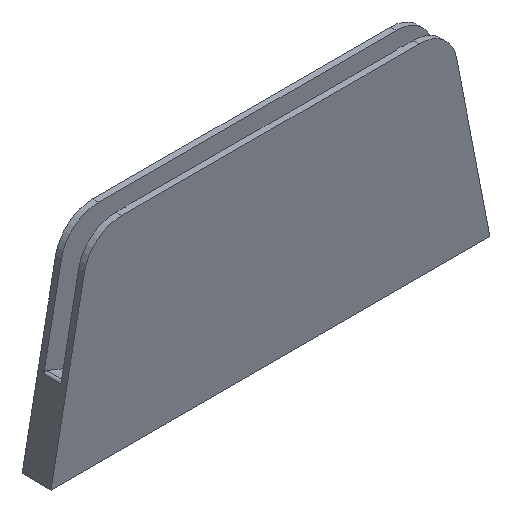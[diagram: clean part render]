
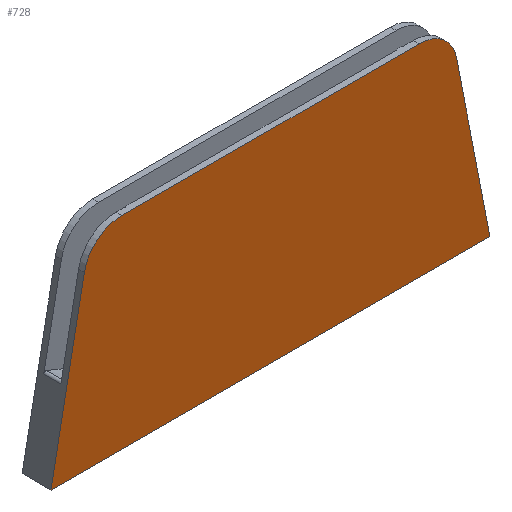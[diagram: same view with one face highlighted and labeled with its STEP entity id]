
A CAD part, isometric view. The second image highlights one B-rep face of the part: STEP entity #728.
In plain terms, the highlighted planar face has unit normal (0, -1, 0).
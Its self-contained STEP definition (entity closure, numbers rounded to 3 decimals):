
#32 = PLANE('',#33);
#33 = AXIS2_PLACEMENT_3D('',#34,#35,#36);
#34 = CARTESIAN_POINT('',(-121.5,8.,-20.));
#35 = DIRECTION('',(-0.982,0.,0.191)
  );
#36 = DIRECTION('',(0.191,0.,0.982));
#192 = VERTEX_POINT('',#193);
#193 = CARTESIAN_POINT('',(-121.5,-8.,-20.));
#207 = PLANE('',#208);
#208 = AXIS2_PLACEMENT_3D('',#209,#210,#211);
#209 = CARTESIAN_POINT('',(0.,0.,-20.));
#210 = DIRECTION('',(0.,0.,-1.));
#211 = DIRECTION('',(0.,-1.,0.));
#219 = EDGE_CURVE('',#192,#220,#222,.T.);
#220 = VERTEX_POINT('',#221);
#221 = CARTESIAN_POINT('',(-103.033,-8.,75.007));
#222 = SURFACE_CURVE('',#223,(#227,#234),.PCURVE_S1.);
#223 = LINE('',#224,#225);
#224 = CARTESIAN_POINT('',(-121.5,-8.,-20.));
#225 = VECTOR('',#226,1.);
#226 = DIRECTION('',(0.191,0.,0.982)
  );
#227 = PCURVE('',#32,#228);
#228 = DEFINITIONAL_REPRESENTATION('',(#229),#233);
#229 = LINE('',#230,#231);
#230 = CARTESIAN_POINT('',(0.,-16.));
#231 = VECTOR('',#232,1.);
#232 = DIRECTION('',(1.,0.));
#233 = ( GEOMETRIC_REPRESENTATION_CONTEXT(2) 
PARAMETRIC_REPRESENTATION_CONTEXT() REPRESENTATION_CONTEXT('2D SPACE',''
  ) );
#234 = PCURVE('',#235,#240);
#235 = PLANE('',#236);
#236 = AXIS2_PLACEMENT_3D('',#237,#238,#239);
#237 = CARTESIAN_POINT('',(0.,-8.,31.189));
#238 = DIRECTION('',(0.,-1.,0.));
#239 = DIRECTION('',(0.,0.,-1.));
#240 = DEFINITIONAL_REPRESENTATION('',(#241),#245);
#241 = LINE('',#242,#243);
#242 = CARTESIAN_POINT('',(51.189,-121.5));
#243 = VECTOR('',#244,1.);
#244 = DIRECTION('',(-0.982,0.191));
#245 = ( GEOMETRIC_REPRESENTATION_CONTEXT(2) 
PARAMETRIC_REPRESENTATION_CONTEXT() REPRESENTATION_CONTEXT('2D SPACE',''
  ) );
#263 = CYLINDRICAL_SURFACE('',#264,21.);
#264 = AXIS2_PLACEMENT_3D('',#265,#266,#267);
#265 = CARTESIAN_POINT('',(-82.418,8.,71.));
#266 = DIRECTION('',(0.,1.,0.));
#267 = DIRECTION('',(1.,0.,0.));
#398 = PLANE('',#399);
#399 = AXIS2_PLACEMENT_3D('',#400,#401,#402);
#400 = CARTESIAN_POINT('',(0.,-6.368,92.));
#401 = DIRECTION('',(0.,0.,1.));
#402 = DIRECTION('',(0.,1.,0.));
#491 = VERTEX_POINT('',#492);
#492 = CARTESIAN_POINT('',(-82.418,-8.,92.));
#513 = EDGE_CURVE('',#491,#220,#514,.T.);
#514 = SURFACE_CURVE('',#515,(#520,#527),.PCURVE_S1.);
#515 = CIRCLE('',#516,21.);
#516 = AXIS2_PLACEMENT_3D('',#517,#518,#519);
#517 = CARTESIAN_POINT('',(-82.418,-8.,71.));
#518 = DIRECTION('',(0.,-1.,0.));
#519 = DIRECTION('',(1.,0.,0.));
#520 = PCURVE('',#263,#521);
#521 = DEFINITIONAL_REPRESENTATION('',(#522),#526);
#522 = LINE('',#523,#524);
#523 = CARTESIAN_POINT('',(-0.,-16.));
#524 = VECTOR('',#525,1.);
#525 = DIRECTION('',(-1.,0.));
#526 = ( GEOMETRIC_REPRESENTATION_CONTEXT(2) 
PARAMETRIC_REPRESENTATION_CONTEXT() REPRESENTATION_CONTEXT('2D SPACE',''
  ) );
#527 = PCURVE('',#235,#528);
#528 = DEFINITIONAL_REPRESENTATION('',(#529),#533);
#529 = CIRCLE('',#530,21.);
#530 = AXIS2_PLACEMENT_2D('',#531,#532);
#531 = CARTESIAN_POINT('',(-39.811,-82.418));
#532 = DIRECTION('',(0.,1.));
#533 = ( GEOMETRIC_REPRESENTATION_CONTEXT(2) 
PARAMETRIC_REPRESENTATION_CONTEXT() REPRESENTATION_CONTEXT('2D SPACE',''
  ) );
#667 = PLANE('',#668);
#668 = AXIS2_PLACEMENT_3D('',#669,#670,#671);
#669 = CARTESIAN_POINT('',(121.5,8.,-20.));
#670 = DIRECTION('',(0.982,0.,0.191)
  );
#671 = DIRECTION('',(0.191,0.,-0.982)
  );
#728 = ADVANCED_FACE('',(#729),#235,.T.);
#729 = FACE_BOUND('',#730,.T.);
#730 = EDGE_LOOP('',(#731,#732,#755,#778,#811,#832));
#731 = ORIENTED_EDGE('',*,*,#219,.F.);
#732 = ORIENTED_EDGE('',*,*,#733,.T.);
#733 = EDGE_CURVE('',#192,#734,#736,.T.);
#734 = VERTEX_POINT('',#735);
#735 = CARTESIAN_POINT('',(121.5,-8.,-20.));
#736 = SURFACE_CURVE('',#737,(#741,#748),.PCURVE_S1.);
#737 = LINE('',#738,#739);
#738 = CARTESIAN_POINT('',(0.,-8.,-20.));
#739 = VECTOR('',#740,1.);
#740 = DIRECTION('',(1.,0.,0.));
#741 = PCURVE('',#235,#742);
#742 = DEFINITIONAL_REPRESENTATION('',(#743),#747);
#743 = LINE('',#744,#745);
#744 = CARTESIAN_POINT('',(51.189,0.));
#745 = VECTOR('',#746,1.);
#746 = DIRECTION('',(0.,1.));
#747 = ( GEOMETRIC_REPRESENTATION_CONTEXT(2) 
PARAMETRIC_REPRESENTATION_CONTEXT() REPRESENTATION_CONTEXT('2D SPACE',''
  ) );
#748 = PCURVE('',#207,#749);
#749 = DEFINITIONAL_REPRESENTATION('',(#750),#754);
#750 = LINE('',#751,#752);
#751 = CARTESIAN_POINT('',(8.,0.));
#752 = VECTOR('',#753,1.);
#753 = DIRECTION('',(0.,-1.));
#754 = ( GEOMETRIC_REPRESENTATION_CONTEXT(2) 
PARAMETRIC_REPRESENTATION_CONTEXT() REPRESENTATION_CONTEXT('2D SPACE',''
  ) );
#755 = ORIENTED_EDGE('',*,*,#756,.T.);
#756 = EDGE_CURVE('',#734,#757,#759,.T.);
#757 = VERTEX_POINT('',#758);
#758 = CARTESIAN_POINT('',(103.033,-8.,75.007));
#759 = SURFACE_CURVE('',#760,(#764,#771),.PCURVE_S1.);
#760 = LINE('',#761,#762);
#761 = CARTESIAN_POINT('',(121.5,-8.,-20.));
#762 = VECTOR('',#763,1.);
#763 = DIRECTION('',(-0.191,0.,0.982)
  );
#764 = PCURVE('',#235,#765);
#765 = DEFINITIONAL_REPRESENTATION('',(#766),#770);
#766 = LINE('',#767,#768);
#767 = CARTESIAN_POINT('',(51.189,121.5));
#768 = VECTOR('',#769,1.);
#769 = DIRECTION('',(-0.982,-0.191));
#770 = ( GEOMETRIC_REPRESENTATION_CONTEXT(2) 
PARAMETRIC_REPRESENTATION_CONTEXT() REPRESENTATION_CONTEXT('2D SPACE',''
  ) );
#771 = PCURVE('',#667,#772);
#772 = DEFINITIONAL_REPRESENTATION('',(#773),#777);
#773 = LINE('',#774,#775);
#774 = CARTESIAN_POINT('',(0.,-16.));
#775 = VECTOR('',#776,1.);
#776 = DIRECTION('',(-1.,0.));
#777 = ( GEOMETRIC_REPRESENTATION_CONTEXT(2) 
PARAMETRIC_REPRESENTATION_CONTEXT() REPRESENTATION_CONTEXT('2D SPACE',''
  ) );
#778 = ORIENTED_EDGE('',*,*,#779,.F.);
#779 = EDGE_CURVE('',#780,#757,#782,.T.);
#780 = VERTEX_POINT('',#781);
#781 = CARTESIAN_POINT('',(82.418,-8.,92.));
#782 = SURFACE_CURVE('',#783,(#788,#799),.PCURVE_S1.);
#783 = CIRCLE('',#784,21.);
#784 = AXIS2_PLACEMENT_3D('',#785,#786,#787);
#785 = CARTESIAN_POINT('',(82.418,-8.,71.));
#786 = DIRECTION('',(0.,1.,0.));
#787 = DIRECTION('',(-1.,0.,0.));
#788 = PCURVE('',#235,#789);
#789 = DEFINITIONAL_REPRESENTATION('',(#790),#798);
#790 = ( BOUNDED_CURVE() B_SPLINE_CURVE(2,(#791,#792,#793,#794,#795,#796
,#797),.UNSPECIFIED.,.T.,.F.) B_SPLINE_CURVE_WITH_KNOTS((1,2,2,2,2,1),(
    -2.094,0.,2.094,4.189,6.283,
8.378),.UNSPECIFIED.) CURVE() GEOMETRIC_REPRESENTATION_ITEM() 
RATIONAL_B_SPLINE_CURVE((1.,0.5,1.,0.5,1.,0.5,1.)) REPRESENTATION_ITEM(
  '') );
#791 = CARTESIAN_POINT('',(-39.811,61.418));
#792 = CARTESIAN_POINT('',(-76.184,61.418));
#793 = CARTESIAN_POINT('',(-57.998,92.918));
#794 = CARTESIAN_POINT('',(-39.811,124.418));
#795 = CARTESIAN_POINT('',(-21.625,92.918));
#796 = CARTESIAN_POINT('',(-3.438,61.418));
#797 = CARTESIAN_POINT('',(-39.811,61.418));
#798 = ( GEOMETRIC_REPRESENTATION_CONTEXT(2) 
PARAMETRIC_REPRESENTATION_CONTEXT() REPRESENTATION_CONTEXT('2D SPACE',''
  ) );
#799 = PCURVE('',#800,#805);
#800 = CYLINDRICAL_SURFACE('',#801,21.);
#801 = AXIS2_PLACEMENT_3D('',#802,#803,#804);
#802 = CARTESIAN_POINT('',(82.418,8.,71.));
#803 = DIRECTION('',(0.,1.,0.));
#804 = DIRECTION('',(-1.,-0.,-0.));
#805 = DEFINITIONAL_REPRESENTATION('',(#806),#810);
#806 = LINE('',#807,#808);
#807 = CARTESIAN_POINT('',(0.,-16.));
#808 = VECTOR('',#809,1.);
#809 = DIRECTION('',(1.,0.));
#810 = ( GEOMETRIC_REPRESENTATION_CONTEXT(2) 
PARAMETRIC_REPRESENTATION_CONTEXT() REPRESENTATION_CONTEXT('2D SPACE',''
  ) );
#811 = ORIENTED_EDGE('',*,*,#812,.T.);
#812 = EDGE_CURVE('',#780,#491,#813,.T.);
#813 = SURFACE_CURVE('',#814,(#818,#825),.PCURVE_S1.);
#814 = LINE('',#815,#816);
#815 = CARTESIAN_POINT('',(82.418,-8.,92.));
#816 = VECTOR('',#817,1.);
#817 = DIRECTION('',(-1.,0.,0.));
#818 = PCURVE('',#235,#819);
#819 = DEFINITIONAL_REPRESENTATION('',(#820),#824);
#820 = LINE('',#821,#822);
#821 = CARTESIAN_POINT('',(-60.811,82.418));
#822 = VECTOR('',#823,1.);
#823 = DIRECTION('',(0.,-1.));
#824 = ( GEOMETRIC_REPRESENTATION_CONTEXT(2) 
PARAMETRIC_REPRESENTATION_CONTEXT() REPRESENTATION_CONTEXT('2D SPACE',''
  ) );
#825 = PCURVE('',#398,#826);
#826 = DEFINITIONAL_REPRESENTATION('',(#827),#831);
#827 = LINE('',#828,#829);
#828 = CARTESIAN_POINT('',(-1.632,-82.418));
#829 = VECTOR('',#830,1.);
#830 = DIRECTION('',(0.,1.));
#831 = ( GEOMETRIC_REPRESENTATION_CONTEXT(2) 
PARAMETRIC_REPRESENTATION_CONTEXT() REPRESENTATION_CONTEXT('2D SPACE',''
  ) );
#832 = ORIENTED_EDGE('',*,*,#513,.T.);
